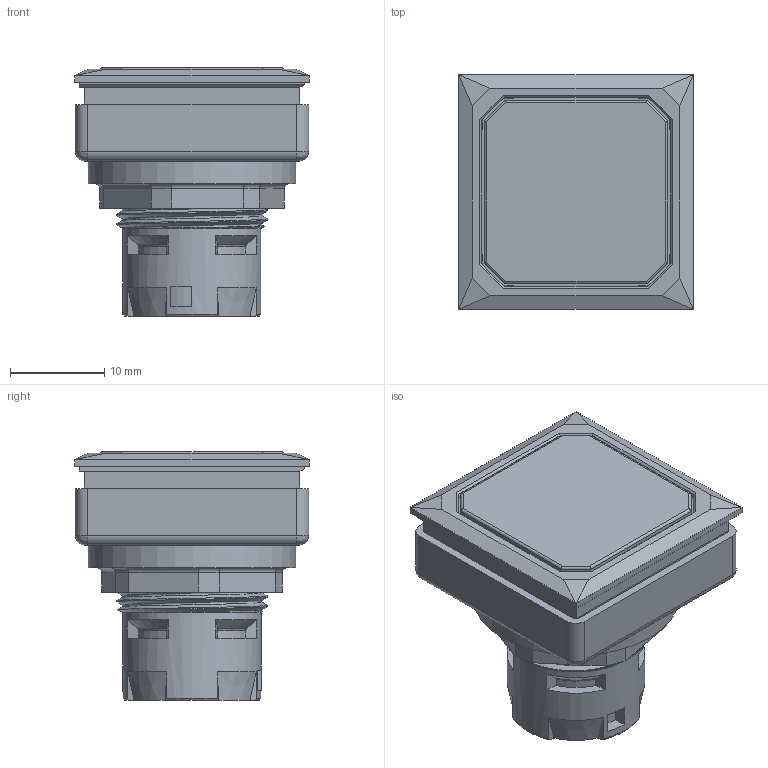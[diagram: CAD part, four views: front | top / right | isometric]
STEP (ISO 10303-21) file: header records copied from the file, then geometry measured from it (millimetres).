
FILE_DESCRIPTION(/* description */ (''),/* implementation_level */ '2;1');
FILE_NAME(/* name */ 'OKJT_ipt.stp',/* time_stamp */ '2015-04-27T11:31:25+02:00',/* author */ ('thagel'),/* organization */ (''),/* preprocessor_version */ 'ST-DEVELOPER v15.2',/* originating_system */ 'Autodesk Inventor 2014',/* authorisation */ '');
FILE_SCHEMA (('AUTOMOTIVE_DESIGN { 1 0 10303 214 3 1 1 }'));
Length unit declared in the file: centimetre
Products named in the file (1): 3D-Zeichnungen vereinfacht für Kunden
Bounding box: 24.9 x 24.9 x 26.35 mm (x, y, z)
Volume: 8972.4 mm3; surface area: 5391.8 mm2
Topology: 1 solids, 1 shells, 260 faces, 642 edges, 395 vertices
Faces by surface type: plane 142, cylinder 74, bspline 25, cone 13, torus 6
Full cylindrical faces by diameter (mm): 14.65 x1, 16.25 x1, 16.5 x1, 19.5 x1, 22 x1
Entity records: 10685 total; most frequent: CARTESIAN_POINT 4714, ORIENTED_EDGE 1254, DIRECTION 1197, EDGE_CURVE 627, AXIS2_PLACEMENT_3D 410, VERTEX_POINT 392, LINE 377, VECTOR 377
